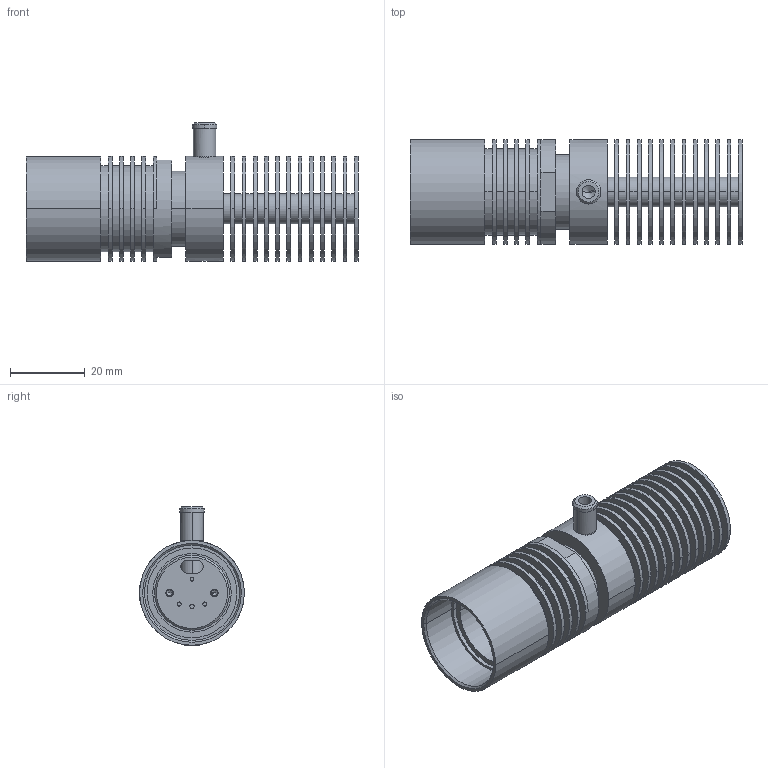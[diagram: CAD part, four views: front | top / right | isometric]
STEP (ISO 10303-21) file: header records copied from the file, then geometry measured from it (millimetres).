
FILE_DESCRIPTION((''),'2;1');
FILE_NAME('170002','2017-10-27T',('zkm'),(''),'PRO/ENGINEER BY PARAMETRIC TECHNOLOGY CORPORATION, 2004110','PRO/ENGINEER BY PARAMETRIC TECHNOLOGY CORPORATION, 2004110','');
FILE_SCHEMA(('CONFIG_CONTROL_DESIGN'));
Length unit declared in the file: millimetre
Products named in the file (1): 170002
Bounding box: 88.76 x 28 x 37 mm (x, y, z)
Volume: 26512.7 mm3; surface area: 30284 mm2
Topology: 1 solids, 13 shells, 219 faces, 484 edges, 314 vertices
Faces by surface type: cylinder 134, plane 65, cone 20
Entity records: 6234 total; most frequent: DIRECTION 1194, CARTESIAN_POINT 1138, ORIENTED_EDGE 900, AXIS2_PLACEMENT_3D 512, EDGE_CURVE 472, VERTEX_POINT 314, CIRCLE 292, EDGE_LOOP 280
